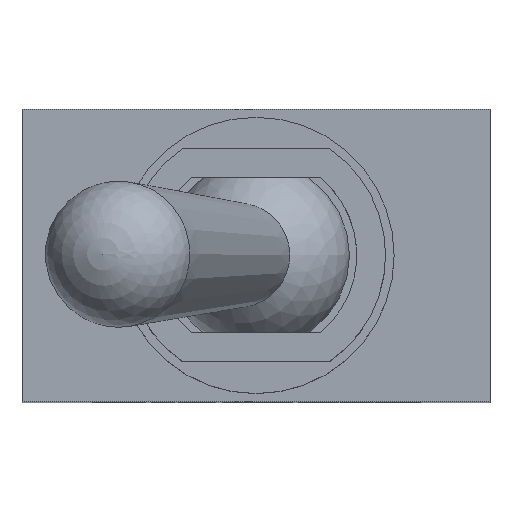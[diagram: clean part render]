
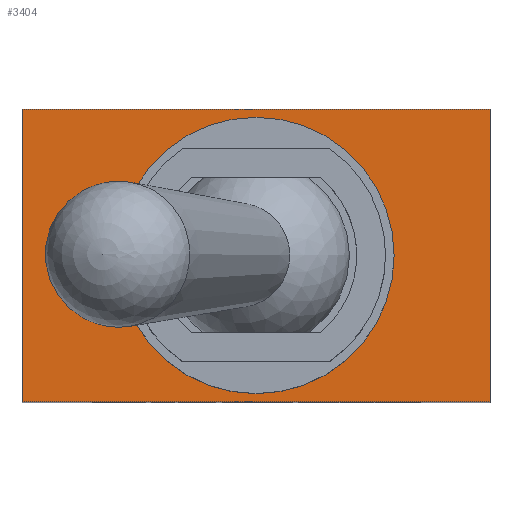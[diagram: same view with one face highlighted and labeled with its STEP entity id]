
A CAD part, top view. The second image highlights one B-rep face of the part: STEP entity #3404.
In plain terms, the highlighted planar face has unit normal (0, 0, 1).
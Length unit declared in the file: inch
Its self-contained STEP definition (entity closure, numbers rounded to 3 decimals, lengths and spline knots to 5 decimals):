
#220=FACE_BOUND('',#618,.T.);
#233=CIRCLE('',#3449,0.09449);
#423=FACE_OUTER_BOUND('',#617,.T.);
#617=EDGE_LOOP('',(#3107,#3108,#3109,#3110));
#618=EDGE_LOOP('',(#3111));
#947=LINE('',#6093,#1289);
#957=LINE('',#6112,#1299);
#959=LINE('',#6116,#1301);
#960=LINE('',#6118,#1302);
#1289=VECTOR('',#4234,0.3937);
#1299=VECTOR('',#4254,0.3937);
#1301=VECTOR('',#4258,0.3937);
#1302=VECTOR('',#4261,0.3937);
#1323=VERTEX_POINT('',#4325);
#1626=VERTEX_POINT('',#6090);
#1627=VERTEX_POINT('',#6092);
#1631=VERTEX_POINT('',#6110);
#1632=VERTEX_POINT('',#6114);
#1662=EDGE_CURVE('',#1323,#1323,#233,.T.);
#2112=EDGE_CURVE('',#1626,#1627,#947,.T.);
#2122=EDGE_CURVE('',#1631,#1626,#957,.T.);
#2124=EDGE_CURVE('',#1632,#1631,#959,.T.);
#2125=EDGE_CURVE('',#1627,#1632,#960,.T.);
#3107=ORIENTED_EDGE('',*,*,#2124,.F.);
#3108=ORIENTED_EDGE('',*,*,#2125,.F.);
#3109=ORIENTED_EDGE('',*,*,#2112,.F.);
#3110=ORIENTED_EDGE('',*,*,#2122,.F.);
#3111=ORIENTED_EDGE('',*,*,#1662,.T.);
#3226=PLANE('',#3589);
#3404=ADVANCED_FACE('',(#423,#220),#3226,.T.);
#3449=AXIS2_PLACEMENT_3D('',#4327,#3657,#3658);
#3589=AXIS2_PLACEMENT_3D('',#6119,#4262,#4263);
#3657=DIRECTION('center_axis',(0.,0.,-1.));
#3658=DIRECTION('ref_axis',(-1.,0.,0.));
#4234=DIRECTION('',(0.,1.,0.));
#4254=DIRECTION('',(-1.,0.,0.));
#4258=DIRECTION('',(0.,-1.,0.));
#4261=DIRECTION('',(1.,0.,0.));
#4262=DIRECTION('center_axis',(0.,0.,1.));
#4263=DIRECTION('ref_axis',(1.,0.,0.));
#4325=CARTESIAN_POINT('',(0.09449,0.,0.35));
#4327=CARTESIAN_POINT('Origin',(0.,0.,
0.35));
#6090=CARTESIAN_POINT('',(-0.16004,-0.1,0.35));
#6092=CARTESIAN_POINT('',(-0.16004,0.1,0.35));
#6093=CARTESIAN_POINT('',(-0.16004,-0.1,0.35));
#6110=CARTESIAN_POINT('',(0.16004,-0.1,0.35));
#6112=CARTESIAN_POINT('',(0.16004,-0.1,0.35));
#6114=CARTESIAN_POINT('',(0.16004,0.1,0.35));
#6116=CARTESIAN_POINT('',(0.16004,0.1,0.35));
#6118=CARTESIAN_POINT('',(-0.16004,0.1,0.35));
#6119=CARTESIAN_POINT('Origin',(0.,0.,
0.35));
